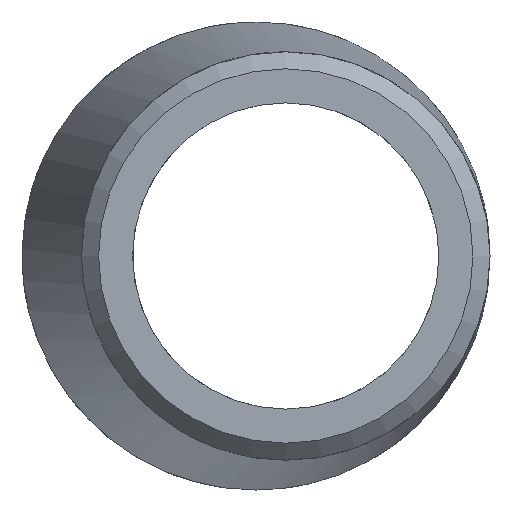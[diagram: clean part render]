
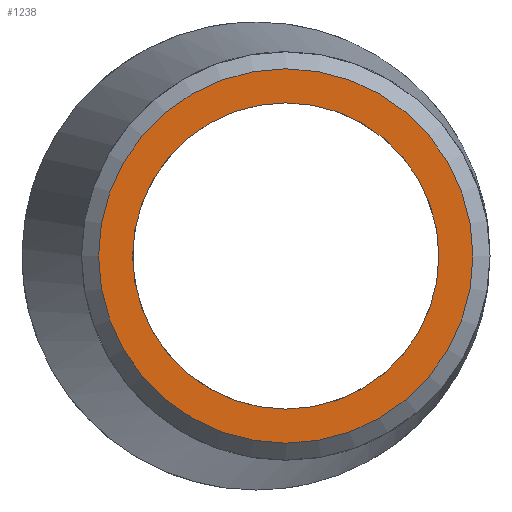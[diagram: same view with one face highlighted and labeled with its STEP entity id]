
A CAD part, left-side view. The second image highlights one B-rep face of the part: STEP entity #1238.
In plain terms, the highlighted planar face has unit normal (-1, 0, 0).
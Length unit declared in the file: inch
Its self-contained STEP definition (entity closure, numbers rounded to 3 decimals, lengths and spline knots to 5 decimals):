
#94 = EDGE_LOOP ( 'NONE', ( #641 ) ) ;
#410 = AXIS2_PLACEMENT_3D ( 'NONE', #1979, #1959, #1273 ) ;
#493 = PLANE ( 'NONE',  #561 ) ;
#505 = CARTESIAN_POINT ( 'NONE',  ( 0., -0.62598, -3.22047 ) ) ;
#513 = DIRECTION ( 'NONE',  ( 0., 0., -1. ) ) ;
#561 = AXIS2_PLACEMENT_3D ( 'NONE', #988, #838, #513 ) ;
#641 = ORIENTED_EDGE ( 'NONE', *, *, #723, .F. ) ;
#721 = VERTEX_POINT ( 'NONE', #2084 ) ;
#723 = EDGE_CURVE ( 'NONE', #721, #721, #1802, .T. ) ;
#838 = DIRECTION ( 'NONE',  ( 1., 0., 0. ) ) ;
#955 = CARTESIAN_POINT ( 'NONE',  ( 0., -0.62598, 0. ) ) ;
#988 = CARTESIAN_POINT ( 'NONE',  ( 0., 0., 0. ) ) ;
#1002 = DIRECTION ( 'NONE',  ( 0., 0., -1. ) ) ;
#1017 = DIRECTION ( 'NONE',  ( 1., 0., 0. ) ) ;
#1238 = ADVANCED_FACE ( 'NONE', ( #1565, #1846 ), #493, .F. ) ;
#1273 = DIRECTION ( 'NONE',  ( 0., 0., -1. ) ) ;
#1399 = AXIS2_PLACEMENT_3D ( 'NONE', #955, #1017, #1002 ) ;
#1565 = FACE_BOUND ( 'NONE', #1811, .T. ) ;
#1649 = VERTEX_POINT ( 'NONE', #505 ) ;
#1671 = EDGE_CURVE ( 'NONE', #1649, #1649, #1703, .T. ) ;
#1703 = CIRCLE ( 'NONE', #1399, 3.22047 ) ;
#1802 = CIRCLE ( 'NONE', #410, 3.93701 ) ;
#1811 = EDGE_LOOP ( 'NONE', ( #1993 ) ) ;
#1846 = FACE_OUTER_BOUND ( 'NONE', #94, .T. ) ;
#1959 = DIRECTION ( 'NONE',  ( 1., 0., 0. ) ) ;
#1979 = CARTESIAN_POINT ( 'NONE',  ( 0., -0.62598, 0. ) ) ;
#1993 = ORIENTED_EDGE ( 'NONE', *, *, #1671, .T. ) ;
#2084 = CARTESIAN_POINT ( 'NONE',  ( 0., -0.62598, -3.93701 ) ) ;
